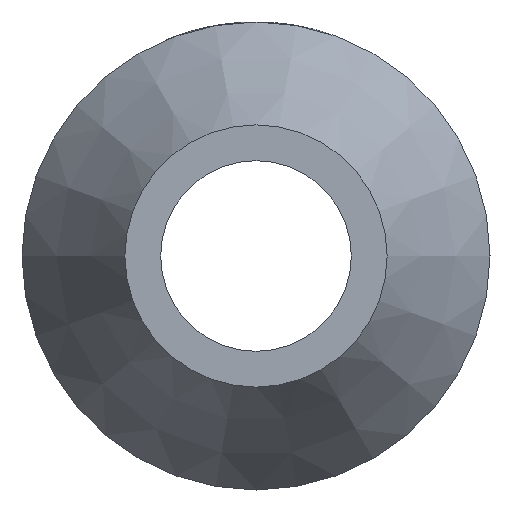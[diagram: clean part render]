
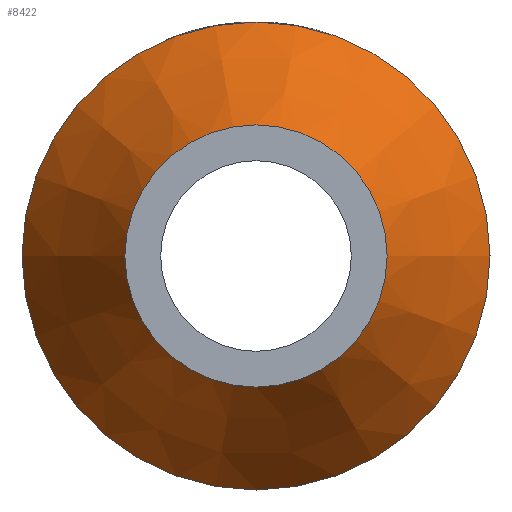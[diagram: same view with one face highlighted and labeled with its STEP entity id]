
A CAD part, left-side view. The second image highlights one B-rep face of the part: STEP entity #8422.
In plain terms, the highlighted conical face has half-angle 31.769 degrees and reference radius 25.4 mm.
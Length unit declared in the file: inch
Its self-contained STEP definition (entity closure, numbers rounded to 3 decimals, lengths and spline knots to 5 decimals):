
#8185=CARTESIAN_POINT('',(0.109,0.1535,0.0));
#8186=VERTEX_POINT('',#8185);
#8187=CARTESIAN_POINT('',(0.109,0.0,0.0));
#8188=DIRECTION('',(1.0,0.0,0.0));
#8189=DIRECTION('',(0.0,1.0,0.0));
#8190=AXIS2_PLACEMENT_3D('',#8187,#8188,#8189);
#8191=CIRCLE('',#8190,0.1535);
#8192=EDGE_CURVE('',#8186,#8186,#8191,.T.);
#8403=CARTESIAN_POINT('',(1.47594,0.0,0.0));
#8404=DIRECTION('',(1.0,0.0,0.0));
#8405=DIRECTION('',(0.0,1.0,0.0));
#8406=AXIS2_PLACEMENT_3D('',#8403,#8404,#8405);
#8407=CONICAL_SURFACE('',#8406,1.0,31.769);
#8408=ORIENTED_EDGE('',*,*,#8192,.F.);
#8409=EDGE_LOOP('',(#8408));
#8410=FACE_OUTER_BOUND('',#8409,.T.);
#8411=CARTESIAN_POINT('',(0.0,0.086,0.0));
#8412=VERTEX_POINT('',#8411);
#8413=CARTESIAN_POINT('',(0.0,0.0,0.0));
#8414=DIRECTION('',(1.0,0.0,0.0));
#8415=DIRECTION('',(0.0,1.0,0.0));
#8416=AXIS2_PLACEMENT_3D('',#8413,#8414,#8415);
#8417=CIRCLE('',#8416,0.086);
#8418=EDGE_CURVE('',#8412,#8412,#8417,.T.);
#8419=ORIENTED_EDGE('',*,*,#8418,.T.);
#8420=EDGE_LOOP('',(#8419));
#8421=FACE_BOUND('',#8420,.T.);
#8422=ADVANCED_FACE('',(#8410,#8421),#8407,.T.);
